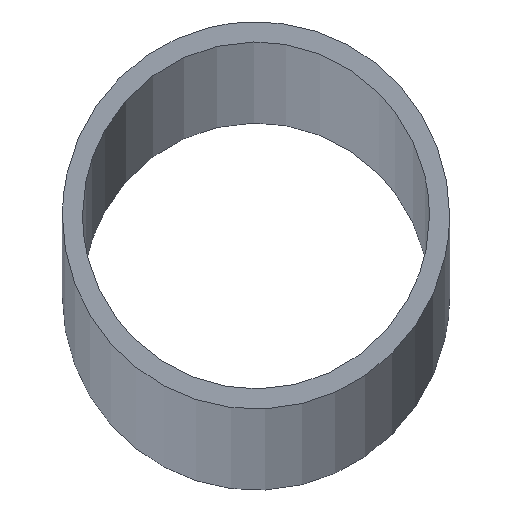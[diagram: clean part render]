
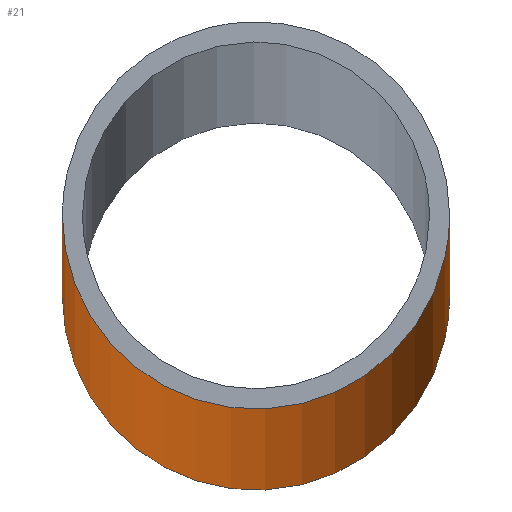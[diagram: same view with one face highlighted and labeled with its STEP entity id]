
A CAD part, top view. The second image highlights one B-rep face of the part: STEP entity #21.
In plain terms, the highlighted free-form (B-spline) face has degree [2, 1] with [5, 2] control points.
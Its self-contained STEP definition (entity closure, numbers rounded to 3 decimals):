
#21=ADVANCED_FACE('',(#27),#97,.T.);
#27=FACE_OUTER_BOUND('',#35,.T.);
#35=EDGE_LOOP('',(#53,#54,#55,#56));
#53=ORIENTED_EDGE('',*,*,#68,.T.);
#54=ORIENTED_EDGE('',*,*,#62,.T.);
#55=ORIENTED_EDGE('',*,*,#69,.F.);
#56=ORIENTED_EDGE('',*,*,#67,.F.);
#62=EDGE_CURVE('',#85,#86,#74,.T.);
#67=EDGE_CURVE('',#89,#90,#79,.T.);
#68=EDGE_CURVE('',#89,#85,#80,.T.);
#69=EDGE_CURVE('',#90,#86,#81,.T.);
#74=(
BOUNDED_CURVE()
B_SPLINE_CURVE(1,(#184,#185),.UNSPECIFIED.,.F.,.F.)
B_SPLINE_CURVE_WITH_KNOTS((2,2),(0.,3000.),.UNSPECIFIED.)
CURVE()
GEOMETRIC_REPRESENTATION_ITEM()
RATIONAL_B_SPLINE_CURVE((1.,1.))
REPRESENTATION_ITEM('')
);
#79=(
BOUNDED_CURVE()
B_SPLINE_CURVE(1,(#203,#204),.UNSPECIFIED.,.F.,.F.)
B_SPLINE_CURVE_WITH_KNOTS((2,2),(0.,3000.),.UNSPECIFIED.)
CURVE()
GEOMETRIC_REPRESENTATION_ITEM()
RATIONAL_B_SPLINE_CURVE((1.,1.))
REPRESENTATION_ITEM('')
);
#80=(
BOUNDED_CURVE()
B_SPLINE_CURVE(2,(#205,#206,#207,#208,#209),.UNSPECIFIED.,.F.,.F.)
B_SPLINE_CURVE_WITH_KNOTS((3,2,3),(39.27,58.905,78.54),
 .UNSPECIFIED.)
CURVE()
GEOMETRIC_REPRESENTATION_ITEM()
RATIONAL_B_SPLINE_CURVE((1.,0.707,1.,0.707,1.))
REPRESENTATION_ITEM('')
);
#81=(
BOUNDED_CURVE()
B_SPLINE_CURVE(2,(#210,#211,#212,#213,#214),.UNSPECIFIED.,.F.,.F.)
B_SPLINE_CURVE_WITH_KNOTS((3,2,3),(39.27,58.905,78.54),
 .UNSPECIFIED.)
CURVE()
GEOMETRIC_REPRESENTATION_ITEM()
RATIONAL_B_SPLINE_CURVE((1.,0.707,1.,0.707,1.))
REPRESENTATION_ITEM('')
);
#85=VERTEX_POINT('',#171);
#86=VERTEX_POINT('',#172);
#89=VERTEX_POINT('',#175);
#90=VERTEX_POINT('',#176);
#97=(
BOUNDED_SURFACE()
B_SPLINE_SURFACE(2,1,((#151,#152),(#153,#154),(#155,#156),(#157,#158),(#159,
#160)),.UNSPECIFIED.,.F.,.F.,.F.)
B_SPLINE_SURFACE_WITH_KNOTS((3,2,3),(2,2),(39.27,58.905,
78.54),(0.,3000.),.UNSPECIFIED.)
GEOMETRIC_REPRESENTATION_ITEM()
RATIONAL_B_SPLINE_SURFACE(((1.,1.),(0.707,0.707),
(1.,1.),(0.707,0.707),(1.,1.)))
REPRESENTATION_ITEM('')
SURFACE()
);
#151=CARTESIAN_POINT('',(-12.5,0.,0.));
#152=CARTESIAN_POINT('',(-12.5,0.,3000.));
#153=CARTESIAN_POINT('',(-12.5,-12.5,0.));
#154=CARTESIAN_POINT('',(-12.5,-12.5,3000.));
#155=CARTESIAN_POINT('',(0.,-12.5,0.));
#156=CARTESIAN_POINT('',(0.,-12.5,3000.));
#157=CARTESIAN_POINT('',(12.5,-12.5,0.));
#158=CARTESIAN_POINT('',(12.5,-12.5,3000.));
#159=CARTESIAN_POINT('',(12.5,0.,0.));
#160=CARTESIAN_POINT('',(12.5,0.,3000.));
#171=CARTESIAN_POINT('',(12.5,0.,0.));
#172=CARTESIAN_POINT('',(12.5,0.,3000.));
#175=CARTESIAN_POINT('',(-12.5,0.,0.));
#176=CARTESIAN_POINT('',(-12.5,0.,3000.));
#184=CARTESIAN_POINT('',(12.5,0.,0.));
#185=CARTESIAN_POINT('',(12.5,0.,3000.));
#203=CARTESIAN_POINT('',(-12.5,0.,0.));
#204=CARTESIAN_POINT('',(-12.5,0.,3000.));
#205=CARTESIAN_POINT('',(-12.5,0.,0.));
#206=CARTESIAN_POINT('',(-12.5,-12.5,0.));
#207=CARTESIAN_POINT('',(0.,-12.5,0.));
#208=CARTESIAN_POINT('',(12.5,-12.5,0.));
#209=CARTESIAN_POINT('',(12.5,0.,0.));
#210=CARTESIAN_POINT('',(-12.5,0.,3000.));
#211=CARTESIAN_POINT('',(-12.5,-12.5,3000.));
#212=CARTESIAN_POINT('',(0.,-12.5,3000.));
#213=CARTESIAN_POINT('',(12.5,-12.5,3000.));
#214=CARTESIAN_POINT('',(12.5,0.,3000.));
